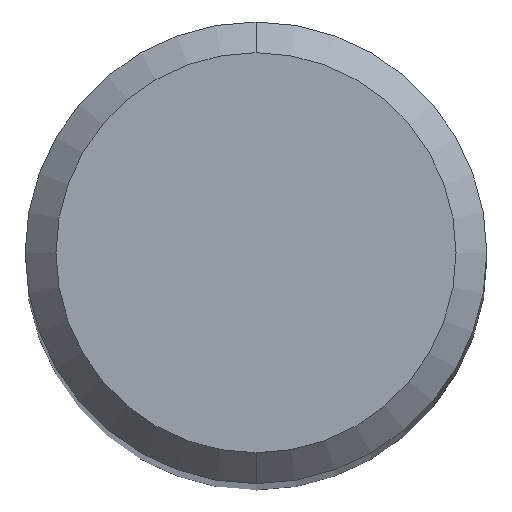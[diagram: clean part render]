
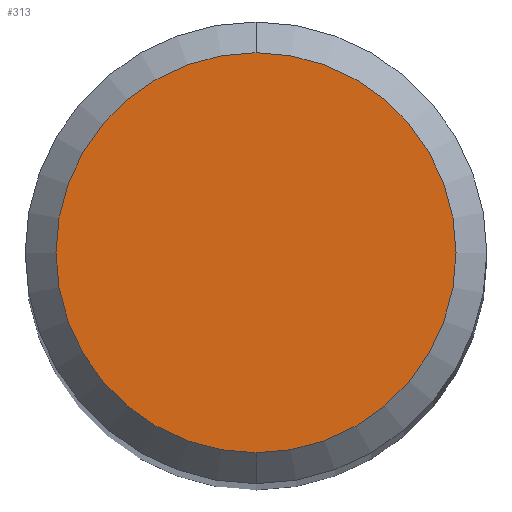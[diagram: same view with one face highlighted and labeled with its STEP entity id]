
A CAD part, top view. The second image highlights one B-rep face of the part: STEP entity #313.
In plain terms, the highlighted planar face has unit normal (0, 0, 1).
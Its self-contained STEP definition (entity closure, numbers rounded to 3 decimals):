
#261=VERTEX_POINT('',#613);
#303=VERTEX_POINT('',#660);
#313=ADVANCED_FACE('',(#671),#672,.T.);
#411=EDGE_CURVE('',#303,#261,#779,.T.);
#475=EDGE_CURVE('',#261,#303,#850,.T.);
#613=CARTESIAN_POINT('',(0.,-2.6,0.0));
#660=CARTESIAN_POINT('',(0.0,2.6,0.0));
#671=FACE_OUTER_BOUND('',#1138,.T.);
#672=PLANE('',#1139);
#779=CIRCLE('',#1369,2.6);
#850=CIRCLE('',#1525,2.6);
#1138=EDGE_LOOP('',(#1767,#1768));
#1139=AXIS2_PLACEMENT_3D('',#1769,#1770,#1771);
#1369=AXIS2_PLACEMENT_3D('',#1873,#1874,#1875);
#1525=AXIS2_PLACEMENT_3D('',#1960,#1961,#1962);
#1767=ORIENTED_EDGE('',*,*,#411,.F.);
#1768=ORIENTED_EDGE('',*,*,#475,.F.);
#1769=CARTESIAN_POINT('',(0.0,1.3,0.0));
#1770=DIRECTION('',(-0.0,0.0,1.0));
#1771=DIRECTION('',(0.0,-1.0,0.0));
#1873=CARTESIAN_POINT('',(0.0,0.0,0.0));
#1874=DIRECTION('',(0.0,0.0,-1.0));
#1875=DIRECTION('',(0.0,1.0,0.0));
#1960=CARTESIAN_POINT('',(0.0,0.0,0.0));
#1961=DIRECTION('',(0.0,0.0,-1.0));
#1962=DIRECTION('',(0.0,1.0,0.0));
